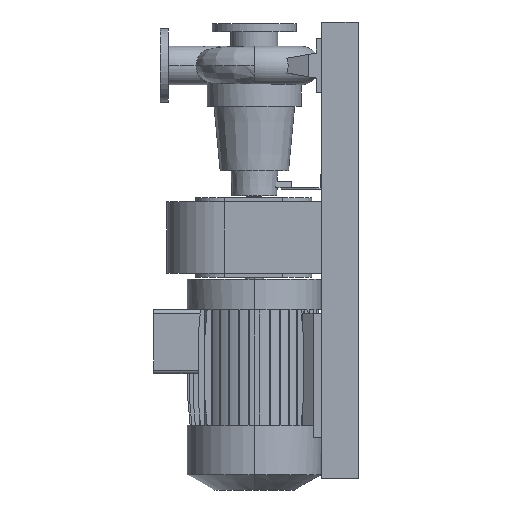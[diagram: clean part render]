
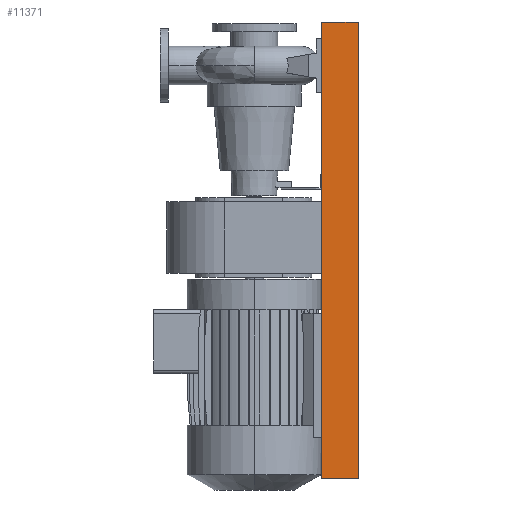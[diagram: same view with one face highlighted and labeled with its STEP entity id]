
A CAD part, left-side view. The second image highlights one B-rep face of the part: STEP entity #11371.
In plain terms, the highlighted planar face has unit normal (-1, 0, 0).
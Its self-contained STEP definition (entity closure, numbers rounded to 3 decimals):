
#1287 = CARTESIAN_POINT ( 'NONE',  ( -200., -55., -680. ) ) ;
#1474 = EDGE_LOOP ( 'NONE', ( #17454, #13263, #5547, #4224 ) ) ;
#1612 = LINE ( 'NONE', #7651, #15435 ) ;
#1835 = CARTESIAN_POINT ( 'NONE',  ( -200., -55., -680. ) ) ;
#2833 = VERTEX_POINT ( 'NONE', #17708 ) ;
#3382 = DIRECTION ( 'NONE',  ( -1., 0., 0. ) ) ;
#3508 = EDGE_CURVE ( 'NONE', #2833, #14430, #15347, .T. ) ;
#3725 = VERTEX_POINT ( 'NONE', #12716 ) ;
#4149 = LINE ( 'NONE', #9230, #7384 ) ;
#4224 = ORIENTED_EDGE ( 'NONE', *, *, #19371, .T. ) ;
#4863 = LINE ( 'NONE', #1835, #9909 ) ;
#5547 = ORIENTED_EDGE ( 'NONE', *, *, #3508, .T. ) ;
#6191 = DIRECTION ( 'NONE',  ( 0., -1., 0. ) ) ;
#6822 = DIRECTION ( 'NONE',  ( 0., 0., 1. ) ) ;
#7384 = VECTOR ( 'NONE', #9024, 1000. ) ;
#7632 = DIRECTION ( 'NONE',  ( 0., -1., 0. ) ) ;
#7651 = CARTESIAN_POINT ( 'NONE',  ( -200., -55., 680. ) ) ;
#7962 = PLANE ( 'NONE',  #17434 ) ;
#8159 = CARTESIAN_POINT ( 'NONE',  ( -200., -55., -680. ) ) ;
#8290 = CARTESIAN_POINT ( 'NONE',  ( -200., 55., 680. ) ) ;
#9024 = DIRECTION ( 'NONE',  ( 0., 0., 1. ) ) ;
#9136 = EDGE_CURVE ( 'NONE', #2833, #14910, #4149, .T. ) ;
#9230 = CARTESIAN_POINT ( 'NONE',  ( -200., 55., -680. ) ) ;
#9526 = DIRECTION ( 'NONE',  ( 0., 0., 1. ) ) ;
#9909 = VECTOR ( 'NONE', #6822, 1000. ) ;
#11087 = FACE_OUTER_BOUND ( 'NONE', #1474, .T. ) ;
#11371 = ADVANCED_FACE ( 'NONE', ( #11087 ), #7962, .T. ) ;
#12711 = CARTESIAN_POINT ( 'NONE',  ( -200., -55., -680. ) ) ;
#12716 = CARTESIAN_POINT ( 'NONE',  ( -200., -55., 680. ) ) ;
#12920 = VECTOR ( 'NONE', #7632, 1000. ) ;
#13263 = ORIENTED_EDGE ( 'NONE', *, *, #9136, .F. ) ;
#14430 = VERTEX_POINT ( 'NONE', #12711 ) ;
#14910 = VERTEX_POINT ( 'NONE', #8290 ) ;
#15139 = EDGE_CURVE ( 'NONE', #14910, #3725, #1612, .T. ) ;
#15347 = LINE ( 'NONE', #1287, #12920 ) ;
#15435 = VECTOR ( 'NONE', #6191, 1000. ) ;
#17434 = AXIS2_PLACEMENT_3D ( 'NONE', #8159, #3382, #9526 ) ;
#17454 = ORIENTED_EDGE ( 'NONE', *, *, #15139, .F. ) ;
#17708 = CARTESIAN_POINT ( 'NONE',  ( -200., 55., -680. ) ) ;
#19371 = EDGE_CURVE ( 'NONE', #14430, #3725, #4863, .T. ) ;
